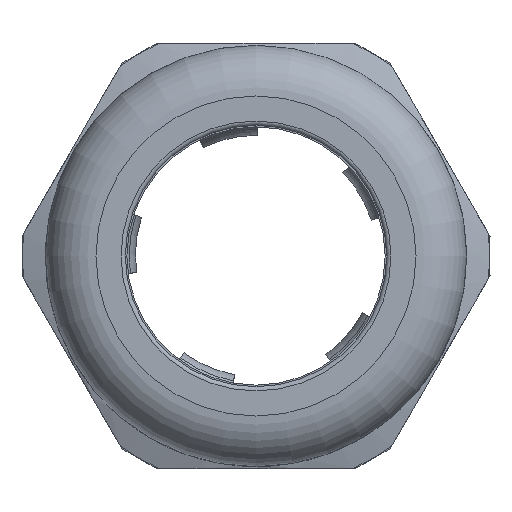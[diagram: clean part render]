
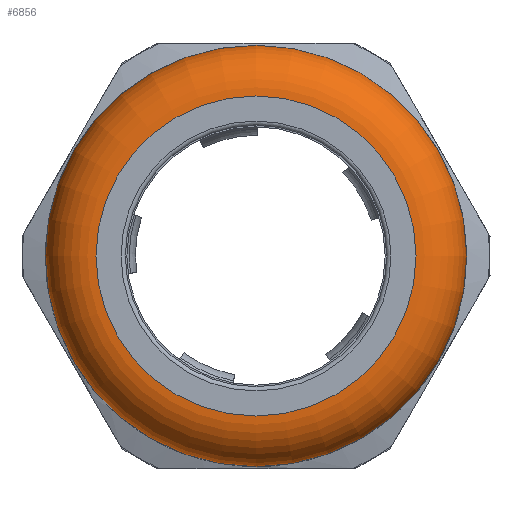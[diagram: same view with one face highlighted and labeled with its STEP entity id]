
A CAD part, left-side view. The second image highlights one B-rep face of the part: STEP entity #6856.
In plain terms, the highlighted toroidal (fillet/blend) face has major radius 11.29 mm and minor radius 3.57 mm.
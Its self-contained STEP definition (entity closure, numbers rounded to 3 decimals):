
#78=TOROIDAL_SURFACE('',#7372,11.29,3.57);
#408=FACE_BOUND('',#1283,.T.);
#489=CIRCLE('',#7368,11.29);
#491=CIRCLE('',#7373,14.86);
#865=FACE_OUTER_BOUND('',#1282,.T.);
#1282=EDGE_LOOP('',(#4723));
#1283=EDGE_LOOP('',(#4724));
#2863=VERTEX_POINT('',#12173);
#2865=VERTEX_POINT('',#12180);
#3602=EDGE_CURVE('',#2863,#2863,#489,.T.);
#3604=EDGE_CURVE('',#2865,#2865,#491,.T.);
#4723=ORIENTED_EDGE('',*,*,#3602,.T.);
#4724=ORIENTED_EDGE('',*,*,#3604,.F.);
#6856=ADVANCED_FACE('',(#865,#408),#78,.T.);
#7368=AXIS2_PLACEMENT_3D('',#12174,#8205,#8206);
#7372=AXIS2_PLACEMENT_3D('',#12179,#8213,#8214);
#7373=AXIS2_PLACEMENT_3D('',#12181,#8215,#8216);
#8205=DIRECTION('center_axis',(1.,0.,0.));
#8206=DIRECTION('ref_axis',(0.,0.,-1.));
#8213=DIRECTION('center_axis',(1.,0.,0.));
#8214=DIRECTION('ref_axis',(0.,0.,-1.));
#8215=DIRECTION('center_axis',(1.,0.,0.));
#8216=DIRECTION('ref_axis',(0.,0.,-1.));
#12173=CARTESIAN_POINT('',(-23.77,11.29,0.));
#12174=CARTESIAN_POINT('Origin',(-23.77,0.,0.));
#12179=CARTESIAN_POINT('Origin',(-20.2,0.,0.));
#12180=CARTESIAN_POINT('',(-20.2,14.86,0.));
#12181=CARTESIAN_POINT('Origin',(-20.2,0.,0.));
